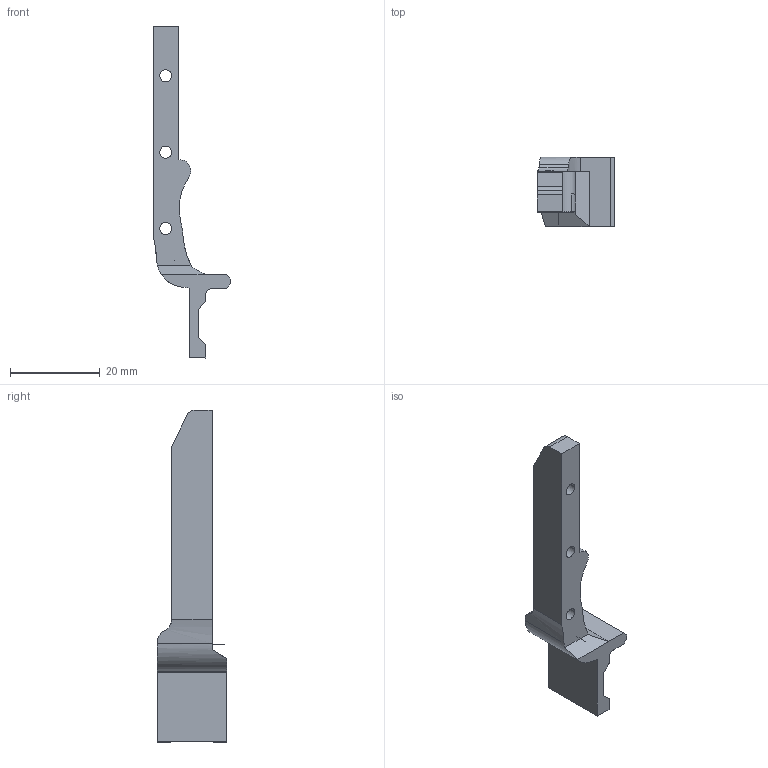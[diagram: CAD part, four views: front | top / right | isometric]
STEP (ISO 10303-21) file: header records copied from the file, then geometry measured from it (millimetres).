
FILE_DESCRIPTION (( 'STEP AP203' ), '1' );
FILE_NAME ('Gripper1.step_Default_sldprt.STEP', '2020-11-16T09:31:29', ( '' ), ( '' ), 'SwSTEP 2.0', 'SolidWorks 2020', '' );
FILE_SCHEMA (( 'CONFIG_CONTROL_DESIGN' ));
Length unit declared in the file: metre
Products named in the file (1): Gripper1.step_Default_sldprt
Bounding box: 17.3 x 15.5 x 73.9 mm (x, y, z)
Volume: 4232.4 mm3; surface area: 3027.9 mm2
Topology: 1 solids, 1 shells, 74 faces, 206 edges, 134 vertices
Faces by surface type: plane 35, cylinder 33, cone 6
Entity records: 2648 total; most frequent: CARTESIAN_POINT 640, ORIENTED_EDGE 412, DIRECTION 404, EDGE_CURVE 206, AXIS2_PLACEMENT_3D 141, VERTEX_POINT 134, VECTOR 122, LINE 122
